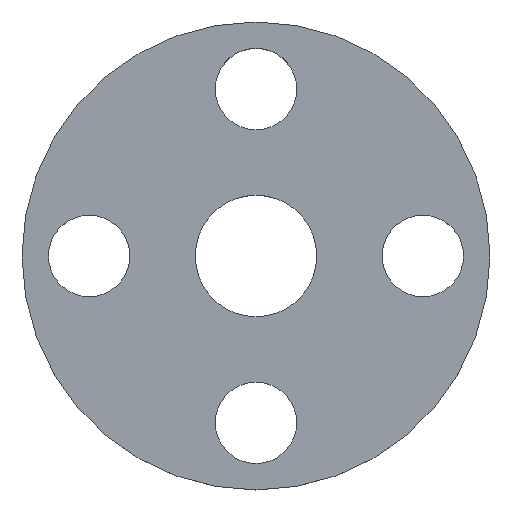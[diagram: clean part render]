
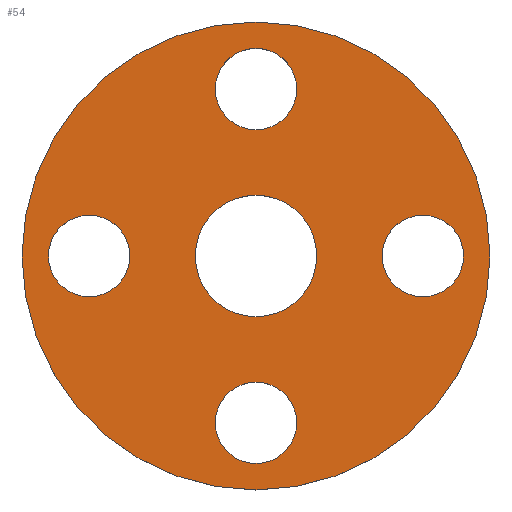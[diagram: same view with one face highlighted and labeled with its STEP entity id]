
A CAD part, top view. The second image highlights one B-rep face of the part: STEP entity #54.
In plain terms, the highlighted planar face has unit normal (0, 0, 1).
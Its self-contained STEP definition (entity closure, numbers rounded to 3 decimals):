
#54=ADVANCED_FACE('',(#78,#80,#82,#84,#86,#88),#90,.T.);
#78=FACE_BOUND('',#79,.T.);
#79=EDGE_LOOP('',(#155));
#80=FACE_BOUND('',#81,.T.);
#81=EDGE_LOOP('',(#156));
#82=FACE_BOUND('',#83,.T.);
#83=EDGE_LOOP('',(#157));
#84=FACE_BOUND('',#85,.T.);
#85=EDGE_LOOP('',(#158));
#86=FACE_BOUND('',#87,.T.);
#87=EDGE_LOOP('',(#159));
#88=FACE_BOUND('',#89,.T.);
#89=EDGE_LOOP('',(#160));
#90=PLANE('',#91);
#91=AXIS2_PLACEMENT_3D('',#92,#93,#94);
#92=CARTESIAN_POINT('',(0.,0.,1.));
#93=DIRECTION('',(0.,0.,1.));
#94=DIRECTION('',(-1.,0.,0.));
#155=ORIENTED_EDGE('',*,*,#179,.T.);
#156=ORIENTED_EDGE('',*,*,#180,.T.);
#157=ORIENTED_EDGE('',*,*,#181,.T.);
#158=ORIENTED_EDGE('',*,*,#182,.T.);
#159=ORIENTED_EDGE('',*,*,#183,.T.);
#160=ORIENTED_EDGE('',*,*,#184,.T.);
#179=EDGE_CURVE('',#197,#197,#198,.T.);
#180=EDGE_CURVE('',#199,#199,#200,.F.);
#181=EDGE_CURVE('',#201,#201,#202,.F.);
#182=EDGE_CURVE('',#203,#203,#204,.F.);
#183=EDGE_CURVE('',#205,#205,#206,.F.);
#184=EDGE_CURVE('',#207,#207,#208,.F.);
#197=VERTEX_POINT('',#239);
#198=CIRCLE('',#240,11.5);
#199=VERTEX_POINT('',#244);
#200=CIRCLE('',#245,2.);
#201=VERTEX_POINT('',#249);
#202=CIRCLE('',#250,2.);
#203=VERTEX_POINT('',#254);
#204=CIRCLE('',#255,2.);
#205=VERTEX_POINT('',#259);
#206=CIRCLE('',#260,2.);
#207=VERTEX_POINT('',#264);
#208=CIRCLE('',#265,2.985);
#239=CARTESIAN_POINT('',(-11.5,0.,1.));
#240=AXIS2_PLACEMENT_3D('',#241,#242,#243);
#241=CARTESIAN_POINT('',(0.,0.,1.));
#242=DIRECTION('',(0.,0.,1.));
#243=DIRECTION('',(-1.,0.,0.));
#244=CARTESIAN_POINT('',(6.2,0.,1.));
#245=AXIS2_PLACEMENT_3D('',#246,#247,#248);
#246=CARTESIAN_POINT('',(8.2,0.,1.));
#247=DIRECTION('',(0.,0.,1.));
#248=DIRECTION('',(-1.,0.,0.));
#249=CARTESIAN_POINT('',(-2.,-8.2,1.));
#250=AXIS2_PLACEMENT_3D('',#251,#252,#253);
#251=CARTESIAN_POINT('',(0.,-8.2,1.));
#252=DIRECTION('',(0.,0.,1.));
#253=DIRECTION('',(-1.,0.,0.));
#254=CARTESIAN_POINT('',(-10.2,0.,1.));
#255=AXIS2_PLACEMENT_3D('',#256,#257,#258);
#256=CARTESIAN_POINT('',(-8.2,0.,1.));
#257=DIRECTION('',(0.,0.,1.));
#258=DIRECTION('',(-1.,0.,0.));
#259=CARTESIAN_POINT('',(-2.,8.2,1.));
#260=AXIS2_PLACEMENT_3D('',#261,#262,#263);
#261=CARTESIAN_POINT('',(0.,8.2,1.));
#262=DIRECTION('',(0.,0.,1.));
#263=DIRECTION('',(-1.,0.,0.));
#264=CARTESIAN_POINT('',(-2.985,0.,1.));
#265=AXIS2_PLACEMENT_3D('',#266,#267,#268);
#266=CARTESIAN_POINT('',(0.,0.,1.));
#267=DIRECTION('',(0.,0.,1.));
#268=DIRECTION('',(-1.,0.,0.));
